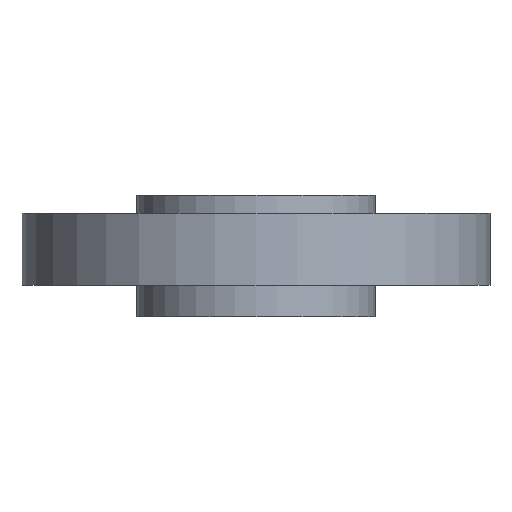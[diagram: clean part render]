
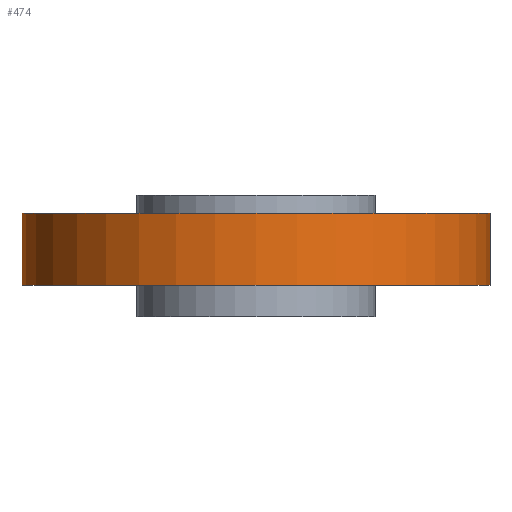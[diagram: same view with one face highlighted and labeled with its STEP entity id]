
A CAD part, front view. The second image highlights one B-rep face of the part: STEP entity #474.
In plain terms, the highlighted cylindrical face has radius 82.55 mm (diameter 165.1 mm), a partial arc.
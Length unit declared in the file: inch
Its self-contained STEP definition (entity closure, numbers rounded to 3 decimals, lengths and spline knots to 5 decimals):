
#13 = VERTEX_POINT ( 'NONE', #225 ) ;
#33 = LINE ( 'NONE', #498, #87 ) ;
#39 = VECTOR ( 'NONE', #500, 39.37008 ) ;
#57 = EDGE_CURVE ( 'NONE', #447, #126, #661, .T. ) ;
#77 = ORIENTED_EDGE ( 'NONE', *, *, #495, .F. ) ;
#87 = VECTOR ( 'NONE', #574, 39.37008 ) ;
#126 = VERTEX_POINT ( 'NONE', #334 ) ;
#225 = CARTESIAN_POINT ( 'NONE',  ( 3.25, 0., -1.25 ) ) ;
#227 = DIRECTION ( 'NONE',  ( 0., 0., -1. ) ) ;
#251 = EDGE_CURVE ( 'NONE', #940, #447, #751, .T. ) ;
#285 = DIRECTION ( 'NONE',  ( 1., 0., 0. ) ) ;
#289 = DIRECTION ( 'NONE',  ( 1., 0., 0. ) ) ;
#334 = CARTESIAN_POINT ( 'NONE',  ( 3.25, 0., -0.25 ) ) ;
#364 = CYLINDRICAL_SURFACE ( 'NONE', #526, 3.25 ) ;
#375 = AXIS2_PLACEMENT_3D ( 'NONE', #683, #227, #285 ) ;
#411 = ORIENTED_EDGE ( 'NONE', *, *, #764, .T. ) ;
#442 = CARTESIAN_POINT ( 'NONE',  ( -3.25, 0., -1.25 ) ) ;
#447 = VERTEX_POINT ( 'NONE', #909 ) ;
#449 = DIRECTION ( 'NONE',  ( 0., 0., 1. ) ) ;
#453 = FACE_OUTER_BOUND ( 'NONE', #674, .T. ) ;
#474 = ADVANCED_FACE ( 'NONE', ( #453 ), #364, .T. ) ;
#495 = EDGE_CURVE ( 'NONE', #13, #940, #676, .T. ) ;
#498 = CARTESIAN_POINT ( 'NONE',  ( 3.25, 0., -10.44239 ) ) ;
#500 = DIRECTION ( 'NONE',  ( 0., 0., 1. ) ) ;
#519 = CARTESIAN_POINT ( 'NONE',  ( 0., 0., -10.44239 ) ) ;
#526 = AXIS2_PLACEMENT_3D ( 'NONE', #519, #449, #532 ) ;
#532 = DIRECTION ( 'NONE',  ( 1., 0., 0. ) ) ;
#574 = DIRECTION ( 'NONE',  ( 0., 0., 1. ) ) ;
#650 = ORIENTED_EDGE ( 'NONE', *, *, #251, .F. ) ;
#661 = CIRCLE ( 'NONE', #886, 3.25 ) ;
#674 = EDGE_LOOP ( 'NONE', ( #650, #77, #411, #723 ) ) ;
#676 = CIRCLE ( 'NONE', #375, 3.25 ) ;
#683 = CARTESIAN_POINT ( 'NONE',  ( 0., 0., -1.25 ) ) ;
#684 = CARTESIAN_POINT ( 'NONE',  ( 0., 0., -0.25 ) ) ;
#723 = ORIENTED_EDGE ( 'NONE', *, *, #57, .F. ) ;
#751 = LINE ( 'NONE', #826, #39 ) ;
#764 = EDGE_CURVE ( 'NONE', #13, #126, #33, .T. ) ;
#826 = CARTESIAN_POINT ( 'NONE',  ( -3.25, 0., -10.44239 ) ) ;
#886 = AXIS2_PLACEMENT_3D ( 'NONE', #684, #987, #289 ) ;
#909 = CARTESIAN_POINT ( 'NONE',  ( -3.25, 0., -0.25 ) ) ;
#940 = VERTEX_POINT ( 'NONE', #442 ) ;
#987 = DIRECTION ( 'NONE',  ( 0., 0., 1. ) ) ;
